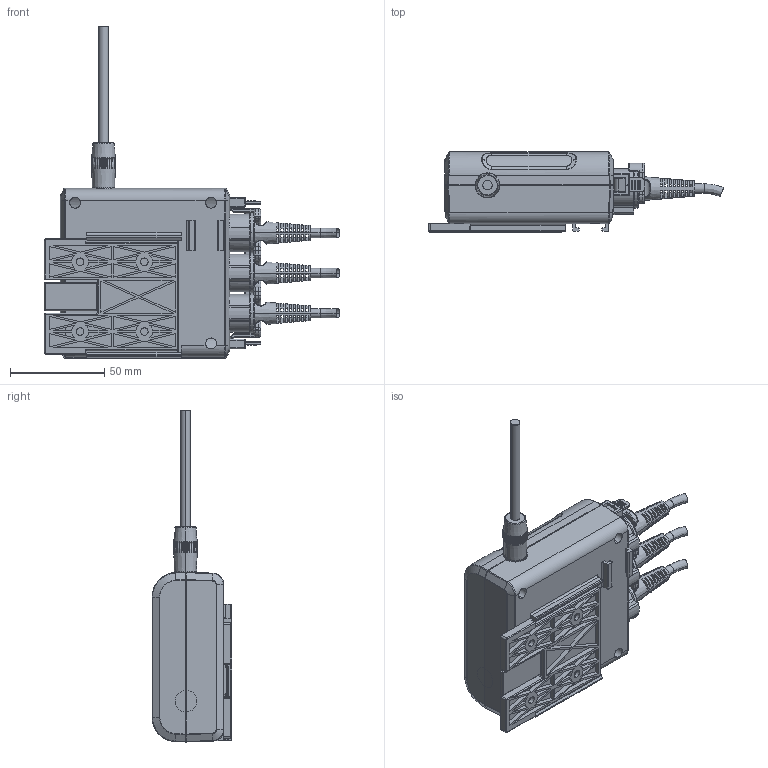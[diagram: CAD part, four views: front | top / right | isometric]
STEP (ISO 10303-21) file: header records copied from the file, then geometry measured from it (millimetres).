
FILE_DESCRIPTION (( 'STEP AP203' ), '1' );
FILE_NAME ('cs1.STEP', '2021-09-29T05:37:30', ( '' ), ( '' ), 'SwSTEP 2.0', 'SolidWorks 2015', '' );
FILE_SCHEMA (( 'CONFIG_CONTROL_DESIGN' ));
Products named in the file (1): cs1
Bounding box: 156.51 x 42.3 x 175.96 mm (x, y, z)
Surface area: 59997 mm2 (no closed solid volume)
Topology: 0 solids, 22 shells, 1181 faces, 3406 edges, 2241 vertices
Faces by surface type: plane 696, cylinder 283, bspline 178, cone 24
Entity records: 48136 total; most frequent: CARTESIAN_POINT 19113, ORIENTED_EDGE 5933, DIRECTION 5556, EDGE_CURVE 3402, VERTEX_POINT 2241, AXIS2_PLACEMENT_3D 1972, VECTOR 1612, LINE 1612
